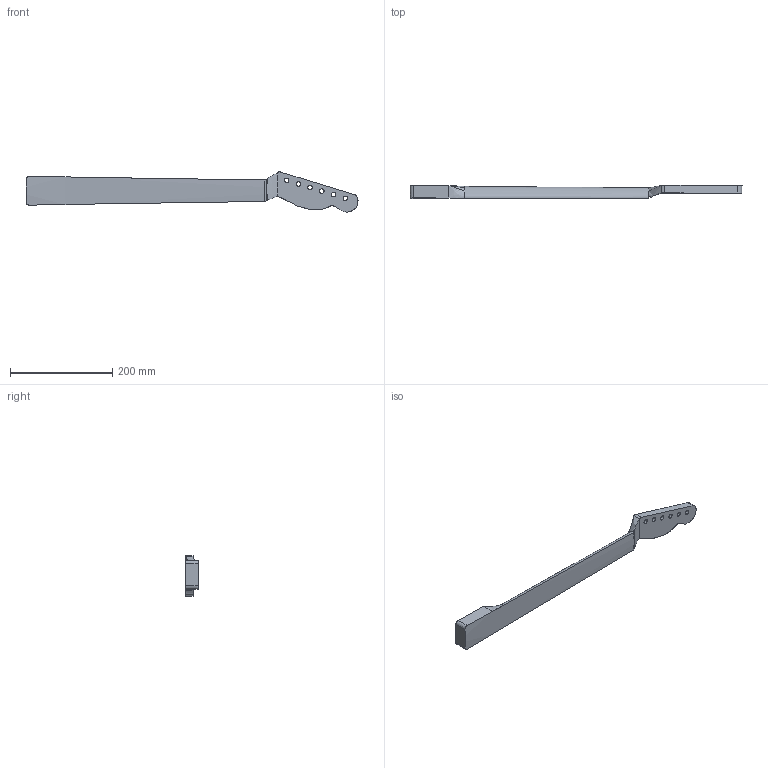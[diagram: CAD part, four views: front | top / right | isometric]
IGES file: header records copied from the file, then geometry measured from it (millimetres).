
Start section: SolidWorks IGES file using analytic representation for surfaces
Global section: file name: TeleNeck.IGS; native system: SolidWorks 2009; preprocessor: SolidWorks 2009; author: chris; date: 091122.120845; units: inch
Bounding box: 649.37 x 25.53 x 78.53 mm (x, y, z)
Surface area: 84075 mm2 (no closed solid volume)
Topology: 0 solids, 0 shells, 62 faces, 1170 edges, 1181 vertices
Faces by surface type: revolution 33, bspline 29
